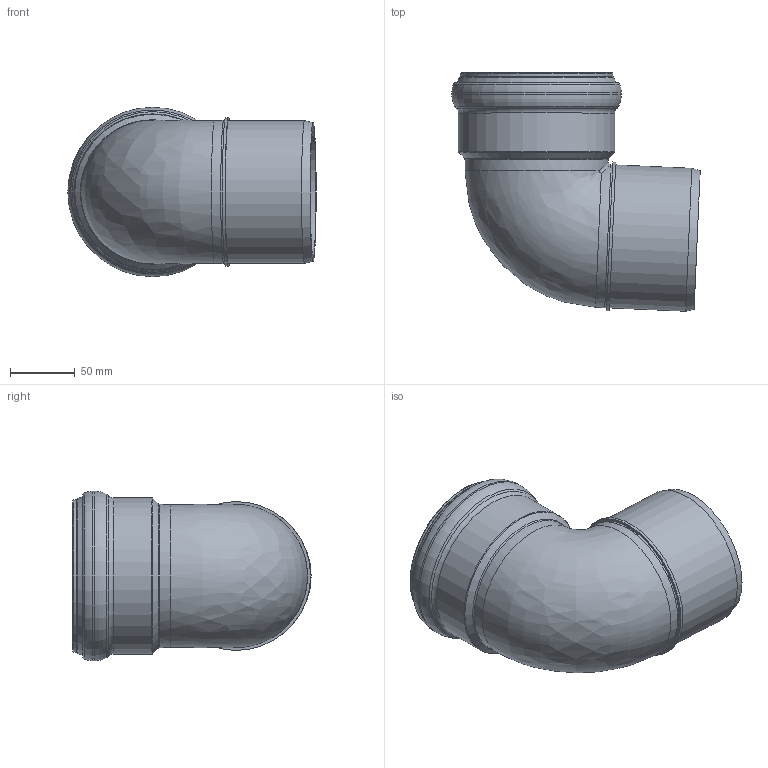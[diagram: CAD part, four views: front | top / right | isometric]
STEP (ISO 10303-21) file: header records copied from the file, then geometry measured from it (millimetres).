
FILE_DESCRIPTION(/* description */ (''),/* implementation_level */ '2;1');
FILE_NAME(/* name */ '335140z.stp',/* time_stamp */ '2024-11-05T10:32:11+01:00',/* author */ ('corinna'),/* organization */ (''),/* preprocessor_version */ 'ST-DEVELOPER v20',/* originating_system */ 'Autodesk Inventor 2024',/* authorisation */ '');
FILE_SCHEMA (('AUTOMOTIVE_DESIGN { 1 0 10303 214 3 1 1 }'));
Length unit declared in the file: millimetre
Products named in the file (1): 335140z
Bounding box: 191.38 x 183.72 x 130.6 mm (x, y, z)
Volume: 400882.2 mm3; surface area: 165387.1 mm2
Topology: 1 solids, 1 shells, 50 faces, 149 edges, 102 vertices
Faces by surface type: torus 21, cylinder 14, cone 8, plane 5, bspline 2
Full cylindrical faces by diameter (mm): 99.7 x2, 110.3 x2, 110.314 x2, 110.9 x1, 111.2 x2, 114.7 x1, 117.4 x1, 120.5 x1, 123.6 x1, 130.6 x1
Entity records: 1957 total; most frequent: CARTESIAN_POINT 451, DIRECTION 366, ORIENTED_EDGE 294, AXIS2_PLACEMENT_3D 172, EDGE_CURVE 147, CIRCLE 121, VERTEX_POINT 102, EDGE_LOOP 55
